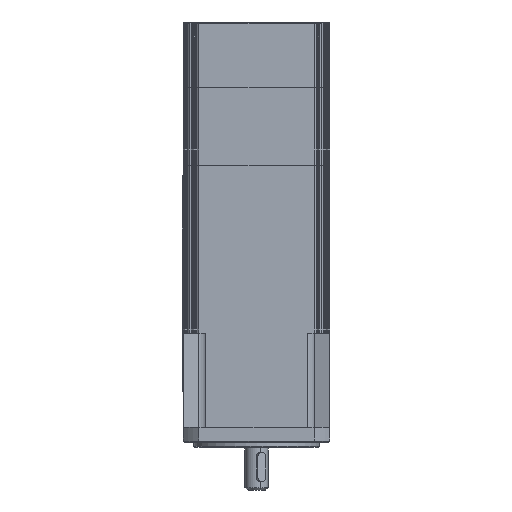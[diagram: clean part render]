
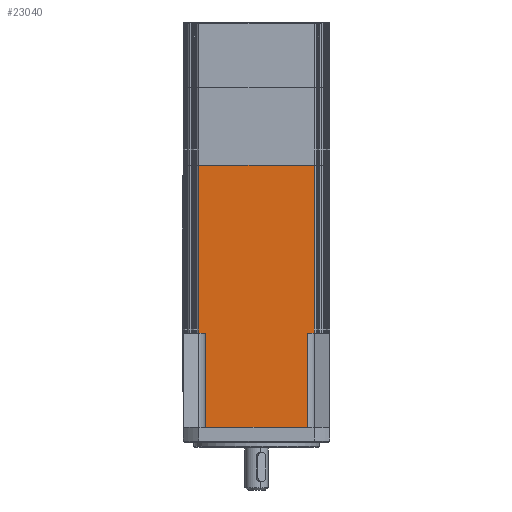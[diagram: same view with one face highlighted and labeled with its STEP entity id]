
A CAD part, front view. The second image highlights one B-rep face of the part: STEP entity #23040.
In plain terms, the highlighted planar face has unit normal (0, -1, 0).
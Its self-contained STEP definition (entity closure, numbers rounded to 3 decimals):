
#20406=CARTESIAN_POINT('',(27.482,-35.,45.0));
#20407=VERTEX_POINT('',#20406);
#20425=CARTESIAN_POINT('',(27.482,-35.,125.0));
#20426=VERTEX_POINT('',#20425);
#20434=CARTESIAN_POINT('',(27.482,-35.,45.0));
#20435=DIRECTION('',(0.0,0.0,1.0));
#20436=VECTOR('',#20435,80.0);
#20437=LINE('',#20434,#20436);
#20438=EDGE_CURVE('',#20407,#20426,#20437,.T.);
#22978=CARTESIAN_POINT('',(27.482,-35.,0.0));
#22979=DIRECTION('',(0.0,-1.0,0.0));
#22980=DIRECTION('',(0.0,0.0,-1.0));
#22981=AXIS2_PLACEMENT_3D('',#22978,#22979,#22980);
#22982=PLANE('',#22981);
#22983=CARTESIAN_POINT('',(24.249,-35.,0.0));
#22984=VERTEX_POINT('',#22983);
#22985=CARTESIAN_POINT('',(24.249,-35.,45.0));
#22986=VERTEX_POINT('',#22985);
#22987=CARTESIAN_POINT('',(24.249,-35.,0.0));
#22988=DIRECTION('',(0.0,0.0,1.0));
#22989=VECTOR('',#22988,45.0);
#22990=LINE('',#22987,#22989);
#22991=EDGE_CURVE('',#22984,#22986,#22990,.T.);
#22992=ORIENTED_EDGE('',*,*,#22991,.T.);
#22993=CARTESIAN_POINT('',(24.249,-35.,45.0));
#22994=DIRECTION('',(1.0,0.0,0.0));
#22995=VECTOR('',#22994,3.233);
#22996=LINE('',#22993,#22995);
#22997=EDGE_CURVE('',#22986,#20407,#22996,.T.);
#22998=ORIENTED_EDGE('',*,*,#22997,.T.);
#22999=ORIENTED_EDGE('',*,*,#20438,.T.);
#23000=CARTESIAN_POINT('',(-27.482,-35.,125.0));
#23001=VERTEX_POINT('',#23000);
#23002=CARTESIAN_POINT('',(27.482,-35.,125.0));
#23003=DIRECTION('',(-1.0,0.0,0.0));
#23004=VECTOR('',#23003,54.964);
#23005=LINE('',#23002,#23004);
#23006=EDGE_CURVE('',#20426,#23001,#23005,.T.);
#23007=ORIENTED_EDGE('',*,*,#23006,.T.);
#23008=CARTESIAN_POINT('',(-27.482,-35.,45.0));
#23009=VERTEX_POINT('',#23008);
#23010=CARTESIAN_POINT('',(-27.482,-35.,45.0));
#23011=DIRECTION('',(0.0,0.0,1.0));
#23012=VECTOR('',#23011,80.0);
#23013=LINE('',#23010,#23012);
#23014=EDGE_CURVE('',#23009,#23001,#23013,.T.);
#23015=ORIENTED_EDGE('',*,*,#23014,.F.);
#23016=CARTESIAN_POINT('',(-24.249,-35.,45.0));
#23017=VERTEX_POINT('',#23016);
#23018=CARTESIAN_POINT('',(-27.482,-35.,45.0));
#23019=DIRECTION('',(1.0,0.0,0.0));
#23020=VECTOR('',#23019,3.233);
#23021=LINE('',#23018,#23020);
#23022=EDGE_CURVE('',#23009,#23017,#23021,.T.);
#23023=ORIENTED_EDGE('',*,*,#23022,.T.);
#23024=CARTESIAN_POINT('',(-24.249,-35.,0.0));
#23025=VERTEX_POINT('',#23024);
#23026=CARTESIAN_POINT('',(-24.249,-35.,45.0));
#23027=DIRECTION('',(0.0,0.0,-1.0));
#23028=VECTOR('',#23027,45.0);
#23029=LINE('',#23026,#23028);
#23030=EDGE_CURVE('',#23017,#23025,#23029,.T.);
#23031=ORIENTED_EDGE('',*,*,#23030,.T.);
#23032=CARTESIAN_POINT('',(-24.249,-35.,0.0));
#23033=DIRECTION('',(1.0,0.0,0.0));
#23034=VECTOR('',#23033,48.498);
#23035=LINE('',#23032,#23034);
#23036=EDGE_CURVE('',#23025,#22984,#23035,.T.);
#23037=ORIENTED_EDGE('',*,*,#23036,.T.);
#23038=EDGE_LOOP('',(#22992,#22998,#22999,#23007,#23015,#23023,#23031,#23037));
#23039=FACE_OUTER_BOUND('',#23038,.T.);
#23040=ADVANCED_FACE('',(#23039),#22982,.T.);
